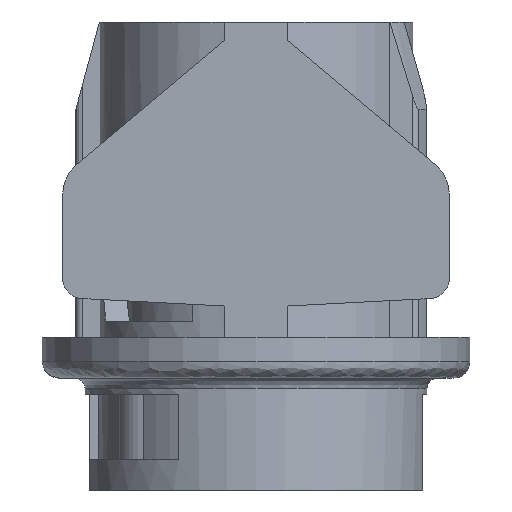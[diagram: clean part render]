
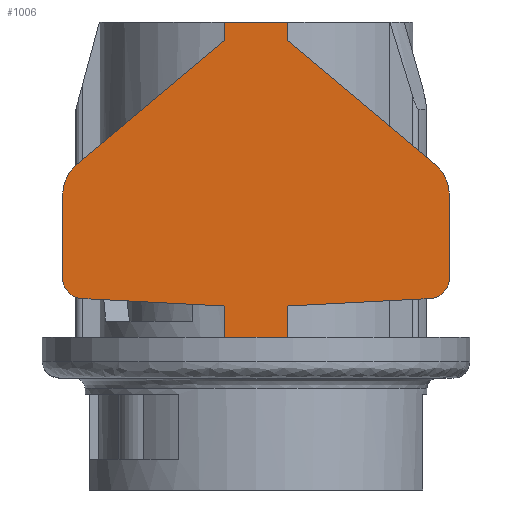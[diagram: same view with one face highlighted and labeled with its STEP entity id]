
A CAD part, front view. The second image highlights one B-rep face of the part: STEP entity #1006.
In plain terms, the highlighted planar face has unit normal (0, -1, 0).
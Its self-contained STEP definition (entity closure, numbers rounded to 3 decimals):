
#770=FACE_OUTER_BOUND('',#1755,.T.);
#1006=ADVANCED_FACE('12-0-14',(#770),#1223,.T.);
#1223=PLANE('',#5708);
#1755=EDGE_LOOP('',(#3004,#3005,#3006,#3007,#3008,#3009,#3010,#3011,#3012,
#3013,#3014,#3015,#3016,#3017,#3018,#3019));
#2009=CIRCLE('',#5622,2.);
#2011=CIRCLE('',#5626,1.);
#2049=CIRCLE('',#5701,1.);
#2050=CIRCLE('',#5704,2.);
#3004=ORIENTED_EDGE('',*,*,#4426,.T.);
#3005=ORIENTED_EDGE('',*,*,#4427,.F.);
#3006=ORIENTED_EDGE('',*,*,#4423,.T.);
#3007=ORIENTED_EDGE('',*,*,#4414,.F.);
#3008=ORIENTED_EDGE('',*,*,#4415,.F.);
#3009=ORIENTED_EDGE('',*,*,#4417,.F.);
#3010=ORIENTED_EDGE('',*,*,#4419,.F.);
#3011=ORIENTED_EDGE('',*,*,#4421,.F.);
#3012=ORIENTED_EDGE('',*,*,#4425,.T.);
#3013=ORIENTED_EDGE('',*,*,#4357,.F.);
#3014=ORIENTED_EDGE('',*,*,#4428,.T.);
#3015=ORIENTED_EDGE('',*,*,#4307,.F.);
#3016=ORIENTED_EDGE('',*,*,#4294,.F.);
#3017=ORIENTED_EDGE('',*,*,#4298,.F.);
#3018=ORIENTED_EDGE('',*,*,#4301,.F.);
#3019=ORIENTED_EDGE('',*,*,#4429,.F.);
#3728=VERTEX_POINT('',#8859);
#3729=VERTEX_POINT('',#8860);
#3732=VERTEX_POINT('',#8868);
#3734=VERTEX_POINT('',#8874);
#3738=VERTEX_POINT('',#8886);
#3775=VERTEX_POINT('',#8988);
#3776=VERTEX_POINT('',#8990);
#3812=VERTEX_POINT('',#9150);
#3813=VERTEX_POINT('',#9152);
#3814=VERTEX_POINT('',#9156);
#3815=VERTEX_POINT('',#9160);
#3816=VERTEX_POINT('',#9164);
#3817=VERTEX_POINT('',#9168);
#3818=VERTEX_POINT('',#9172);
#3819=VERTEX_POINT('',#9177);
#3820=VERTEX_POINT('',#9178);
#4294=EDGE_CURVE('',#3728,#3729,#2009,.T.);
#4298=EDGE_CURVE('',#3732,#3728,#4844,.T.);
#4301=EDGE_CURVE('',#3734,#3732,#2011,.T.);
#4307=EDGE_CURVE('',#3729,#3738,#4851,.T.);
#4357=EDGE_CURVE('',#3775,#3776,#4878,.T.);
#4414=EDGE_CURVE('',#3813,#3812,#4908,.T.);
#4415=EDGE_CURVE('',#3814,#3813,#2049,.T.);
#4417=EDGE_CURVE('',#3815,#3814,#4910,.T.);
#4419=EDGE_CURVE('',#3816,#3815,#2050,.T.);
#4421=EDGE_CURVE('',#3817,#3816,#4913,.T.);
#4423=EDGE_CURVE('',#3818,#3812,#4915,.T.);
#4425=EDGE_CURVE('',#3817,#3776,#4917,.T.);
#4426=EDGE_CURVE('',#3819,#3820,#4918,.T.);
#4427=EDGE_CURVE('',#3818,#3820,#4919,.T.);
#4428=EDGE_CURVE('',#3775,#3738,#4920,.T.);
#4429=EDGE_CURVE('',#3819,#3734,#4921,.T.);
#4844=LINE('',#8867,#5233);
#4851=LINE('',#8885,#5240);
#4878=LINE('',#8989,#5267);
#4908=LINE('',#9153,#5297);
#4910=LINE('',#9159,#5299);
#4913=LINE('',#9167,#5302);
#4915=LINE('',#9171,#5304);
#4917=LINE('',#9174,#5306);
#4918=LINE('',#9176,#5307);
#4919=LINE('',#9179,#5308);
#4920=LINE('',#9180,#5309);
#4921=LINE('',#9181,#5310);
#5233=VECTOR('',#6637,1.);
#5240=VECTOR('',#6654,1.);
#5267=VECTOR('',#6747,1.);
#5297=VECTOR('',#6851,1.);
#5299=VECTOR('',#6859,1.);
#5302=VECTOR('',#6868,1.);
#5304=VECTOR('',#6872,1.);
#5306=VECTOR('',#6874,1.);
#5307=VECTOR('',#6877,1.);
#5308=VECTOR('',#6878,1.);
#5309=VECTOR('',#6879,1.);
#5310=VECTOR('',#6880,1.);
#5622=AXIS2_PLACEMENT_3D('',#8858,#6629,#6630);
#5626=AXIS2_PLACEMENT_3D('',#8873,#6642,#6643);
#5701=AXIS2_PLACEMENT_3D('',#9155,#6854,#6855);
#5704=AXIS2_PLACEMENT_3D('',#9163,#6863,#6864);
#5708=AXIS2_PLACEMENT_3D('',#9182,#6881,#6882);
#6629=DIRECTION('',(0.,1.,0.));
#6630=DIRECTION('',(-1.,0.,0.));
#6637=DIRECTION('',(0.,0.,1.));
#6642=DIRECTION('',(0.,1.,0.));
#6643=DIRECTION('',(-0.052,0.,-0.999));
#6654=DIRECTION('',(0.766,0.,0.643));
#6747=DIRECTION('',(1.,0.,0.));
#6851=DIRECTION('',(-0.999,0.,-0.052));
#6854=DIRECTION('',(0.,1.,0.));
#6855=DIRECTION('',(1.,0.,0.));
#6859=DIRECTION('',(0.,0.,-1.));
#6863=DIRECTION('',(0.,1.,0.));
#6864=DIRECTION('',(0.643,0.,0.766));
#6868=DIRECTION('',(0.766,0.,-0.643));
#6872=DIRECTION('',(0.,0.,1.));
#6874=DIRECTION('',(0.,0.,1.));
#6877=DIRECTION('',(0.,0.,-1.));
#6878=DIRECTION('',(-1.,0.,0.));
#6879=DIRECTION('',(0.,0.,-1.));
#6880=DIRECTION('',(-0.999,0.,0.052));
#6881=DIRECTION('',(0.,-1.,0.));
#6882=DIRECTION('',(0.,0.,1.));
#8858=CARTESIAN_POINT('',(-7.5,-8.85,2.997));
#8859=CARTESIAN_POINT('',(-9.5,-8.85,2.997));
#8860=CARTESIAN_POINT('',(-8.786,-8.85,4.529));
#8867=CARTESIAN_POINT('',(-9.5,-8.85,-1.092));
#8868=CARTESIAN_POINT('',(-9.5,-8.85,-1.092));
#8873=CARTESIAN_POINT('',(-8.5,-8.85,-1.092));
#8874=CARTESIAN_POINT('',(-8.552,-8.85,-2.091));
#8885=CARTESIAN_POINT('',(-8.786,-8.85,4.529));
#8886=CARTESIAN_POINT('',(-1.55,-8.85,10.6));
#8988=CARTESIAN_POINT('',(-1.55,-8.85,11.5));
#8989=CARTESIAN_POINT('',(-1.55,-8.85,11.5));
#8990=CARTESIAN_POINT('',(1.55,-8.85,11.5));
#9150=CARTESIAN_POINT('',(1.55,-8.85,-2.458));
#9152=CARTESIAN_POINT('',(8.552,-8.85,-2.091));
#9153=CARTESIAN_POINT('',(8.552,-8.85,-2.091));
#9155=CARTESIAN_POINT('',(8.5,-8.85,-1.092));
#9156=CARTESIAN_POINT('',(9.5,-8.85,-1.092));
#9159=CARTESIAN_POINT('',(9.5,-8.85,2.997));
#9160=CARTESIAN_POINT('',(9.5,-8.85,2.997));
#9163=CARTESIAN_POINT('',(7.5,-8.85,2.997));
#9164=CARTESIAN_POINT('',(8.786,-8.85,4.529));
#9167=CARTESIAN_POINT('',(1.55,-8.85,10.6));
#9168=CARTESIAN_POINT('',(1.55,-8.85,10.6));
#9171=CARTESIAN_POINT('',(1.55,-8.85,-4.));
#9172=CARTESIAN_POINT('',(1.55,-8.85,-4.));
#9174=CARTESIAN_POINT('',(1.55,-8.85,10.6));
#9176=CARTESIAN_POINT('',(-1.55,-8.85,-2.458));
#9177=CARTESIAN_POINT('',(-1.55,-8.85,-2.458));
#9178=CARTESIAN_POINT('',(-1.55,-8.85,-4.));
#9179=CARTESIAN_POINT('',(1.55,-8.85,-4.));
#9180=CARTESIAN_POINT('',(-1.55,-8.85,11.5));
#9181=CARTESIAN_POINT('',(-1.55,-8.85,-2.458));
#9182=CARTESIAN_POINT('',(10.55,-8.85,-4.1));
